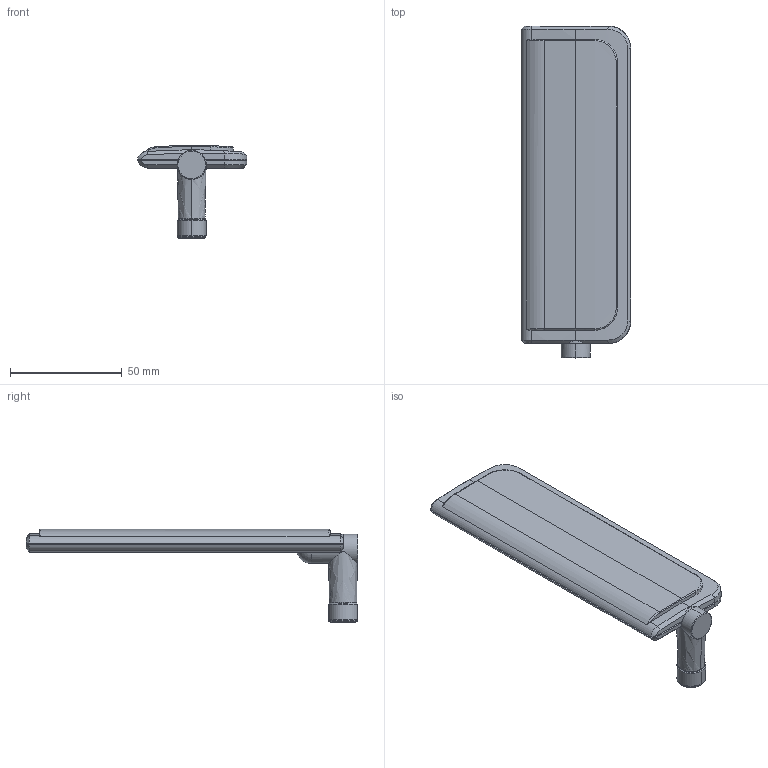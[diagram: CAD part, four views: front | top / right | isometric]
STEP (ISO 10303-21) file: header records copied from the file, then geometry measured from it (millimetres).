
FILE_DESCRIPTION (( 'STEP AP214' ), '1' );
FILE_NAME ('TG.30.8112_Web.STEP', '2022-03-14T15:43:30', ( '' ), ( '' ), 'SwSTEP 2.0', 'SolidWorks 2018', '' );
FILE_SCHEMA (( 'AUTOMOTIVE_DESIGN' ));
Length unit declared in the file: millimetre
Products named in the file (1): TG.30.8112_Web
Bounding box: 48.97 x 148.45 x 41.68 mm (x, y, z)
Surface area: 25557.9 mm2 (no closed solid volume)
Topology: 0 solids, 4 shells, 98 faces, 297 edges, 206 vertices
Faces by surface type: cylinder 27, cone 25, plane 24, bspline 17, torus 4, sphere 1
Entity records: 7270 total; most frequent: CARTESIAN_POINT 3838, ORIENTED_EDGE 524, DIRECTION 388, EDGE_CURVE 297, VERTEX_POINT 206, AXIS2_PLACEMENT_3D 145, B_SPLINE_CURVE_WITH_KNOTS 114, EDGE_LOOP 103
